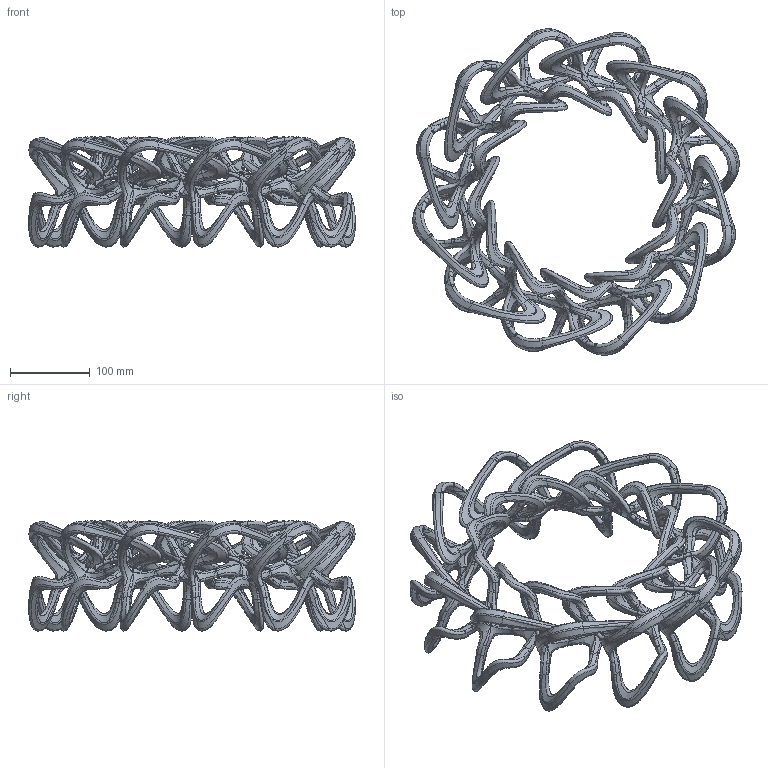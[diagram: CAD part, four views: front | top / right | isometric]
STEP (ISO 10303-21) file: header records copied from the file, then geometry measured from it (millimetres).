
FILE_DESCRIPTION(('FreeCAD Model'),'2;1');
FILE_NAME('Open CASCADE Shape Model','2025-05-04T09:48:48',('FreeCAD'),( 'FreeCAD'),'Open CASCADE STEP processor 7.6','FreeCAD','Unknown');
FILE_SCHEMA(('AUTOMOTIVE_DESIGN { 1 0 10303 214 1 1 1 1 }'));
Products named in the file (1): Open CASCADE STEP translator 7.6 1
Bounding box: 409.86 x 409.86 x 138.2 mm (x, y, z)
Volume: 1097252.6 mm3; surface area: 349458.6 mm2
Topology: 1 solids, 1 shells, 2700 faces, 6456 edges, 3444 vertices
Faces by surface type: bspline 2700
Entity records: 160020 total; most frequent: CARTESIAN_POINT 124075, ORIENTED_EDGE 12432, EDGE_CURVE 6216, B_SPLINE_CURVE_WITH_KNOTS 3516, VERTEX_POINT 3444, ADVANCED_FACE 2700, FACE_BOUND 2700, EDGE_LOOP 2700
